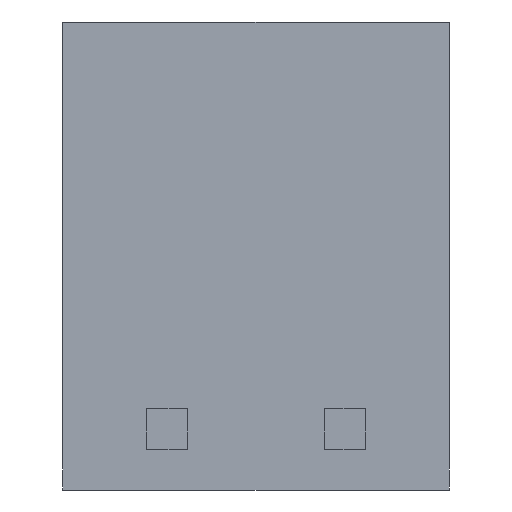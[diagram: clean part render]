
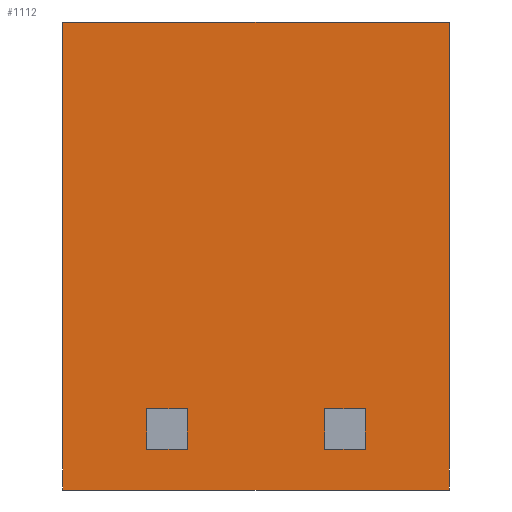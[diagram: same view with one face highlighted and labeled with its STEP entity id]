
A CAD part, front view. The second image highlights one B-rep face of the part: STEP entity #1112.
In plain terms, the highlighted planar face has unit normal (0, -1, 0).
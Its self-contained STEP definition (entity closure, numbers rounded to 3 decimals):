
#2=DIRECTION('',(-1.,0.,0.));
#3=VECTOR('',#2,7.6);
#4=CARTESIAN_POINT('',(3.8,-3.45,0.));
#5=LINE('',#4,#3);
#98=DIRECTION('',(0.,0.,1.));
#99=VECTOR('',#98,9.2);
#100=CARTESIAN_POINT('',(-3.8,-3.45,-9.2));
#101=LINE('',#100,#99);
#102=DIRECTION('',(0.,0.,-1.));
#103=VECTOR('',#102,0.8);
#104=CARTESIAN_POINT('',(-2.15,-3.45,-7.6));
#105=LINE('',#104,#103);
#106=DIRECTION('',(1.,0.,0.));
#107=VECTOR('',#106,0.8);
#108=CARTESIAN_POINT('',(-2.15,-3.45,-8.4));
#109=LINE('',#108,#107);
#110=DIRECTION('',(0.,0.,-1.));
#111=VECTOR('',#110,0.8);
#112=CARTESIAN_POINT('',(-1.35,-3.45,-7.6));
#113=LINE('',#112,#111);
#114=DIRECTION('',(1.,0.,0.));
#115=VECTOR('',#114,0.8);
#116=CARTESIAN_POINT('',(-2.15,-3.45,-7.6));
#117=LINE('',#116,#115);
#118=DIRECTION('',(0.,0.,-1.));
#119=VECTOR('',#118,0.8);
#120=CARTESIAN_POINT('',(1.35,-3.45,-7.6));
#121=LINE('',#120,#119);
#122=DIRECTION('',(1.,0.,0.));
#123=VECTOR('',#122,0.8);
#124=CARTESIAN_POINT('',(1.35,-3.45,-8.4));
#125=LINE('',#124,#123);
#126=DIRECTION('',(0.,0.,-1.));
#127=VECTOR('',#126,0.8);
#128=CARTESIAN_POINT('',(2.15,-3.45,-7.6));
#129=LINE('',#128,#127);
#130=DIRECTION('',(1.,0.,0.));
#131=VECTOR('',#130,0.8);
#132=CARTESIAN_POINT('',(1.35,-3.45,-7.6));
#133=LINE('',#132,#131);
#139=DIRECTION('',(0.,0.,1.));
#140=VECTOR('',#139,9.2);
#141=CARTESIAN_POINT('',(3.8,-3.45,-9.2));
#142=LINE('',#141,#140);
#168=DIRECTION('',(-1.,0.,0.));
#169=VECTOR('',#168,7.6);
#170=CARTESIAN_POINT('',(3.8,-3.45,-9.2));
#171=LINE('',#170,#169);
#758=CARTESIAN_POINT('',(-3.8,-3.45,0.));
#760=VERTEX_POINT('',#758);
#764=CARTESIAN_POINT('',(3.8,-3.45,0.));
#765=VERTEX_POINT('',#764);
#766=CARTESIAN_POINT('',(3.8,-3.45,-9.2));
#767=CARTESIAN_POINT('',(-3.8,-3.45,-9.2));
#768=VERTEX_POINT('',#766);
#769=VERTEX_POINT('',#767);
#874=CARTESIAN_POINT('',(-2.15,-3.45,-7.6));
#875=CARTESIAN_POINT('',(-2.15,-3.45,-8.4));
#876=VERTEX_POINT('',#874);
#877=VERTEX_POINT('',#875);
#878=CARTESIAN_POINT('',(-1.35,-3.45,-7.6));
#879=CARTESIAN_POINT('',(-1.35,-3.45,-8.4));
#880=VERTEX_POINT('',#878);
#881=VERTEX_POINT('',#879);
#946=CARTESIAN_POINT('',(1.35,-3.45,-7.6));
#947=VERTEX_POINT('',#946);
#948=CARTESIAN_POINT('',(1.35,-3.45,-8.4));
#949=VERTEX_POINT('',#948);
#954=CARTESIAN_POINT('',(2.15,-3.45,-7.6));
#955=VERTEX_POINT('',#954);
#956=CARTESIAN_POINT('',(2.15,-3.45,-8.4));
#957=VERTEX_POINT('',#956);
#1078=CARTESIAN_POINT('',(-3.8,-3.45,0.));
#1079=DIRECTION('',(0.,-1.,0.));
#1080=DIRECTION('',(1.,0.,0.));
#1081=AXIS2_PLACEMENT_3D('',#1078,#1079,#1080);
#1082=PLANE('',#1081);
#1083=ORIENTED_EDGE('',*,*,#1007,.F.);
#1085=ORIENTED_EDGE('',*,*,#1084,.F.);
#1087=ORIENTED_EDGE('',*,*,#1086,.T.);
#1089=ORIENTED_EDGE('',*,*,#1088,.T.);
#1090=EDGE_LOOP('',(#1083,#1085,#1087,#1089));
#1091=FACE_OUTER_BOUND('',#1090,.F.);
#1093=ORIENTED_EDGE('',*,*,#1092,.T.);
#1095=ORIENTED_EDGE('',*,*,#1094,.T.);
#1097=ORIENTED_EDGE('',*,*,#1096,.F.);
#1099=ORIENTED_EDGE('',*,*,#1098,.F.);
#1100=EDGE_LOOP('',(#1093,#1095,#1097,#1099));
#1101=FACE_BOUND('',#1100,.F.);
#1103=ORIENTED_EDGE('',*,*,#1102,.T.);
#1105=ORIENTED_EDGE('',*,*,#1104,.T.);
#1107=ORIENTED_EDGE('',*,*,#1106,.F.);
#1109=ORIENTED_EDGE('',*,*,#1108,.F.);
#1110=EDGE_LOOP('',(#1103,#1105,#1107,#1109));
#1111=FACE_BOUND('',#1110,.F.);
#1007=EDGE_CURVE('',#765,#760,#5,.T.);
#1084=EDGE_CURVE('',#768,#765,#142,.T.);
#1086=EDGE_CURVE('',#768,#769,#171,.T.);
#1088=EDGE_CURVE('',#769,#760,#101,.T.);
#1092=EDGE_CURVE('',#876,#877,#105,.T.);
#1094=EDGE_CURVE('',#877,#881,#109,.T.);
#1096=EDGE_CURVE('',#880,#881,#113,.T.);
#1098=EDGE_CURVE('',#876,#880,#117,.T.);
#1102=EDGE_CURVE('',#947,#949,#121,.T.);
#1104=EDGE_CURVE('',#949,#957,#125,.T.);
#1106=EDGE_CURVE('',#955,#957,#129,.T.);
#1108=EDGE_CURVE('',#947,#955,#133,.T.);
#1112=ADVANCED_FACE('',(#1091,#1101,#1111),#1082,.T.);
